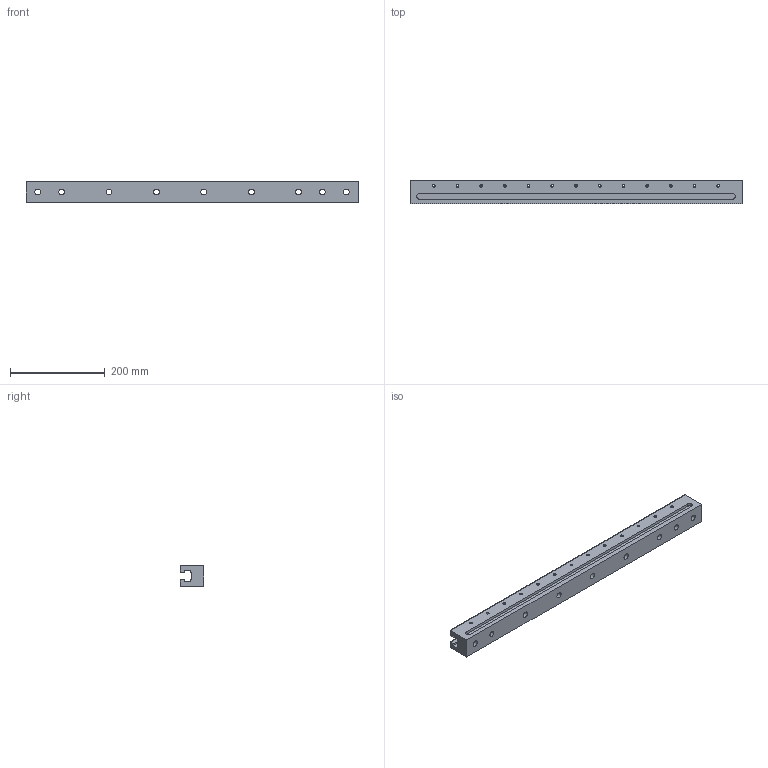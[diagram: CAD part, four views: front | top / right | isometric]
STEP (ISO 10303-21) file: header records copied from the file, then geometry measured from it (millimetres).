
FILE_DESCRIPTION(('STEP AP214'),'1');
FILE_NAME('HALDERV_EH_1585_700.stp','2017-08-30T11:17:40',('TraceParts'),('TraceParts S.A.'),'Spatial InterOp 3D',' ',' ');
FILE_SCHEMA(('automotive_design'));
Length unit declared in the file: millimetre
Products named in the file (1): HALDERV_EH_1585_700
Bounding box: 700 x 50 x 44 mm (x, y, z)
Volume: 1044298.5 mm3; surface area: 214742 mm2
Topology: 1 solids, 1 shells, 1388 faces, 4178 edges, 2768 vertices
Faces by surface type: plane 1222, cylinder 114, cone 52
Entity records: 57636 total; most frequent: ORIENTED_EDGE 8356, CARTESIAN_POINT 8335, DIRECTION 7486, EDGE_CURVE 4178, LINE 3648, VECTOR 3648, VERTEX_POINT 2768, AXIS2_PLACEMENT_3D 1919
